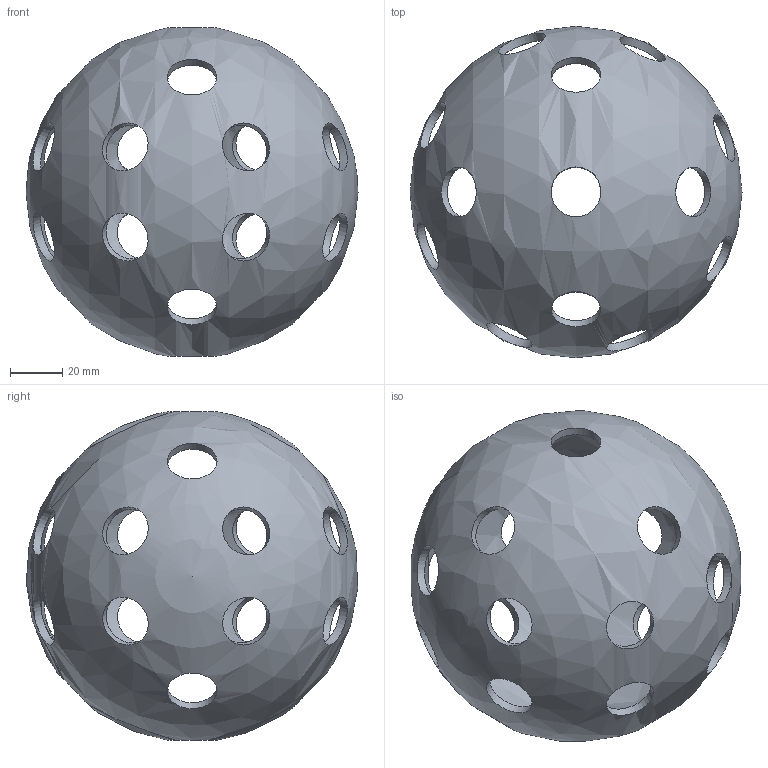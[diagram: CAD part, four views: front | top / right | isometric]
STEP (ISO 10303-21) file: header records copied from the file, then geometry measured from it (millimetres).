
FILE_DESCRIPTION(/* description */ (''),/* implementation_level */ '2;1');
FILE_NAME(/* name */ 'Ball.ipt.step',/* time_stamp */ '2017-01-04T15:00:08-08:00',/* author */ ('Autodesk Inc.'),/* organization */ ('Autodesk Inc.'),/* preprocessor_version */ 'ST-DEVELOPER v16.5',/* originating_system */ 'Autodesk Inventor 2017',/* authorisation */ '');
FILE_SCHEMA (('AUTOMOTIVE_DESIGN { 1 0 10303 214 3 1 1 }'));
Length unit declared in the file: inch
Products named in the file (1): Ball
Bounding box: 127 x 126.77 x 125.56 mm (x, y, z)
Volume: 129300.1 mm3; surface area: 86490.8 mm2
Topology: 1 solids, 1 shells, 28 faces, 84 edges, 56 vertices
Faces by surface type: cylinder 26, sphere 2
Full cylindrical faces by diameter (mm): 19.05 x26
Entity records: 936 total; most frequent: DIRECTION 162, CARTESIAN_POINT 133, EDGE_LOOP 104, ORIENTED_EDGE 104, AXIS2_PLACEMENT_3D 81, FACE_BOUND 78, CIRCLE 52, VERTEX_POINT 52
